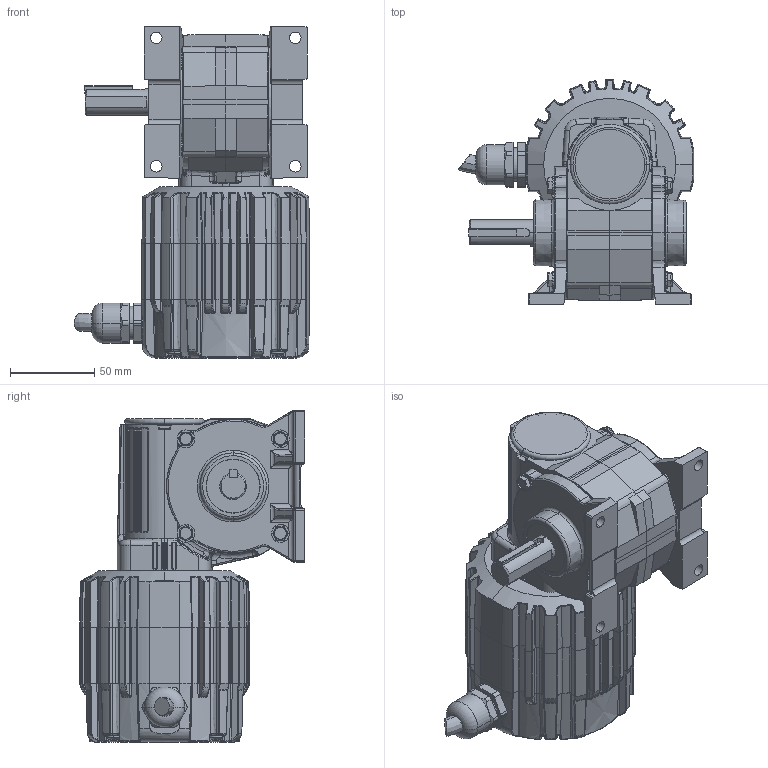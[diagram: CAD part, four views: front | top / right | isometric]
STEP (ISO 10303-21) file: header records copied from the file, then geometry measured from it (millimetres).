
FILE_DESCRIPTION (( 'STEP AP203' ), '1' );
FILE_NAME ('INFM0268.STEP', '2013-05-13T18:34:05', ( 'Admin' ), ( 'Bodine Electric Company' ), 'SwSTEP 2.0', 'SolidWorks 2012', '' );
FILE_SCHEMA (( 'CONFIG_CONTROL_DESIGN' ));
Length unit declared in the file: inch
Products named in the file (1): INFM0268
Bounding box: 139.7 x 133.68 x 197.1 mm (x, y, z)
Volume: 1033861.4 mm3; surface area: 197820.1 mm2
Topology: 24 solids, 24 shells, 2910 faces, 7110 edges, 4198 vertices
Faces by surface type: plane 906, bspline 829, cylinder 604, torus 272, cone 269, sphere 30
Entity records: 104624 total; most frequent: CARTESIAN_POINT 43272, ORIENTED_EDGE 14020, DIRECTION 11599, EDGE_CURVE 7010, AXIS2_PLACEMENT_3D 4829, VERTEX_POINT 4198, EDGE_LOOP 2994, FACE_OUTER_BOUND 2910
